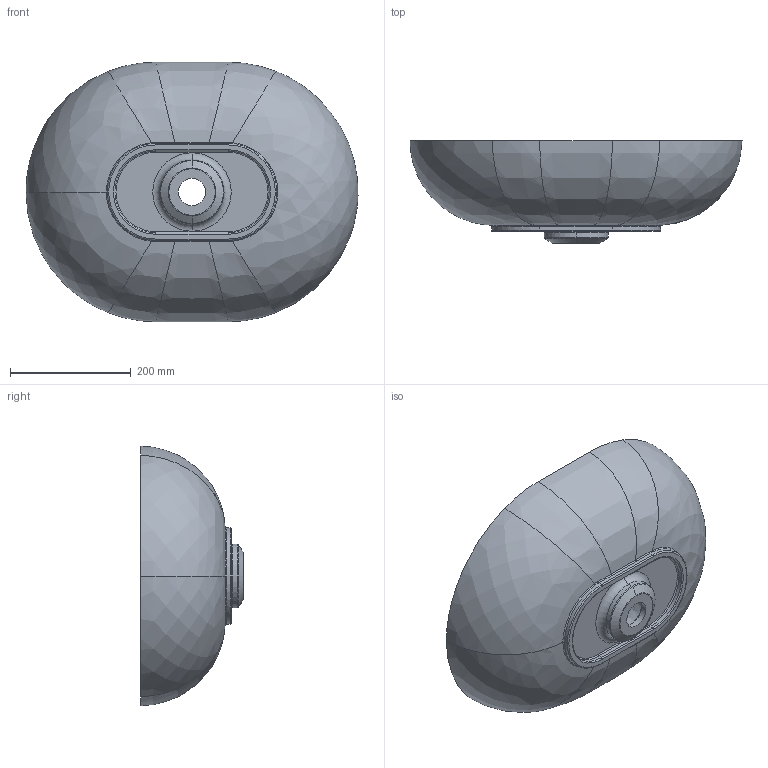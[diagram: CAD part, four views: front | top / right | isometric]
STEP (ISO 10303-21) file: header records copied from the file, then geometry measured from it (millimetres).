
FILE_DESCRIPTION((''),'2;1');
FILE_NAME('VILLA_550_V2','2019-04-18T15:42:01',('IPelchen'),(''),'CREO PARAMETRIC BY PTC INC, 2018190','CREO PARAMETRIC BY PTC INC, 2018190','');
FILE_SCHEMA(('CONFIG_CONTROL_DESIGN'));
Length unit declared in the file: millimetre
Products named in the file (1): VILLA_550_V2
Bounding box: 549.93 x 170 x 430 mm (x, y, z)
Volume: 7221185.3 mm3; surface area: 617932.9 mm2
Topology: 1 solids, 1 shells, 90 faces, 198 edges, 113 vertices
Faces by surface type: bspline 43, torus 18, cylinder 14, plane 9, cone 6
Entity records: 5411 total; most frequent: CARTESIAN_POINT 3657, ORIENTED_EDGE 396, DIRECTION 284, EDGE_CURVE 198, AXIS2_PLACEMENT_3D 122, VERTEX_POINT 113, EDGE_LOOP 95, FACE_OUTER_BOUND 90
